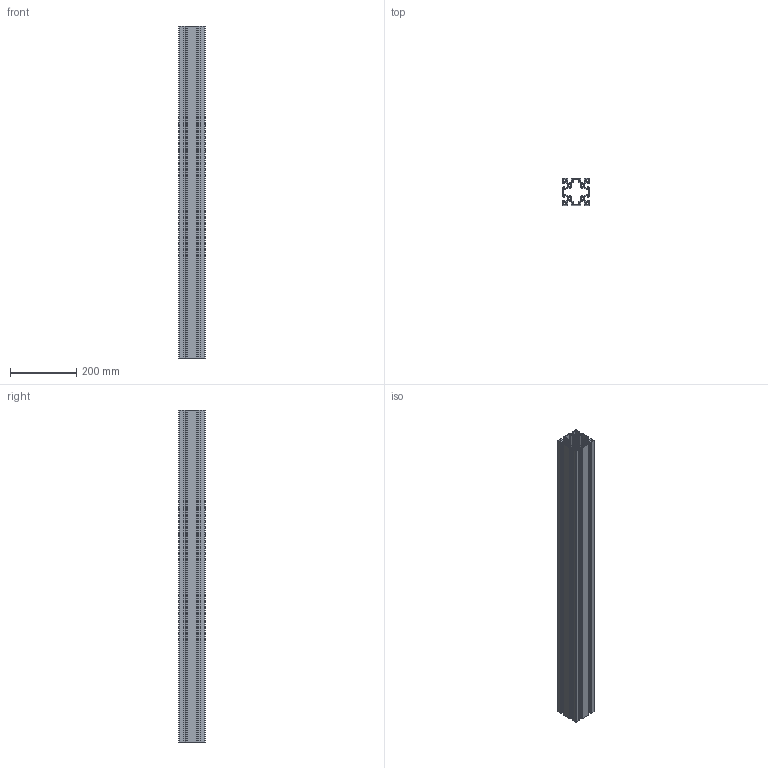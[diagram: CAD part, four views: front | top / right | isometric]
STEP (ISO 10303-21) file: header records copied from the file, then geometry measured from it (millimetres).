
FILE_DESCRIPTION (( 'STEP AP203' ), '1' );
FILE_NAME ('080080_L_SÝGMA_güncel_2015.STEP', '2014-12-09T08:06:49', ( 'Kadir' ), ( '' ), 'SwSTEP 2.0', 'SolidWorks 2014', '' );
FILE_SCHEMA (( 'CONFIG_CONTROL_DESIGN' ));
Length unit declared in the file: millimetre
Products named in the file (1): 080080_L_SÝGMA_güncel_2015
Bounding box: 80 x 80 x 1000 mm (x, y, z)
Volume: 1403454.8 mm3; surface area: 1303464.5 mm2
Topology: 1 solids, 1 shells, 505 faces, 1509 edges, 1006 vertices
Faces by surface type: plane 306, cylinder 199
Entity records: 17134 total; most frequent: CARTESIAN_POINT 3021, ORIENTED_EDGE 3018, DIRECTION 2919, EDGE_CURVE 1509, LINE 1111, VECTOR 1111, VERTEX_POINT 1006, AXIS2_PLACEMENT_3D 904
